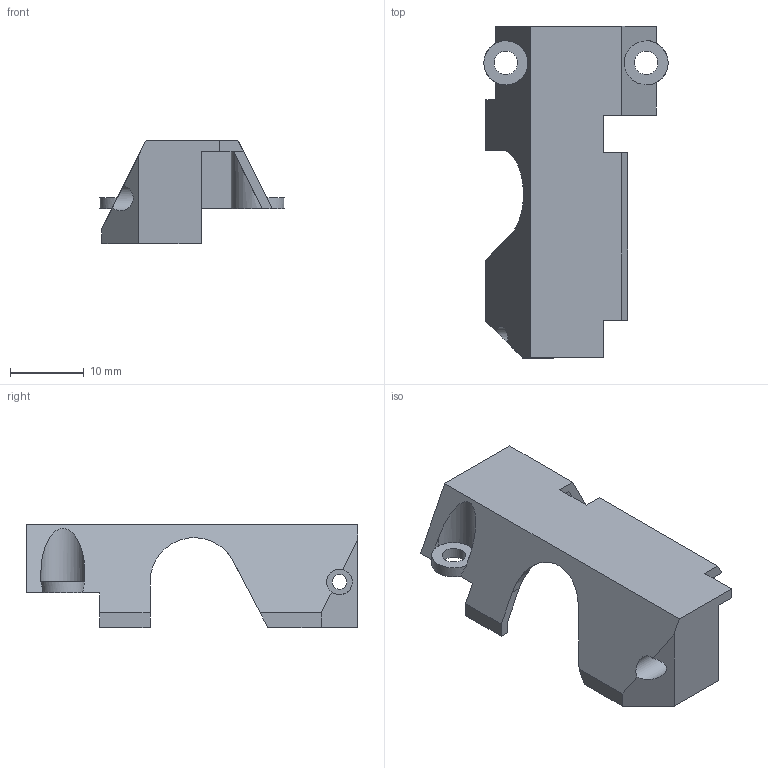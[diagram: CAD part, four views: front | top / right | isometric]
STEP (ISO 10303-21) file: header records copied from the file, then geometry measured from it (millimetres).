
FILE_DESCRIPTION(/* description */ (''),/* implementation_level */ '2;1');
FILE_NAME(/* name */ 'BFPTouch_Cover_Light.stp',/* time_stamp */ '2018-07-03T22:45:31-03:00',/* author */ ('bruno'),/* organization */ (''),/* preprocessor_version */ 'ST-DEVELOPER v17',/* originating_system */ 'Autodesk Inventor 2018',/* authorisation */ '');
FILE_SCHEMA (('AUTOMOTIVE_DESIGN { 1 0 10303 214 3 1 1 }'));
Length unit declared in the file: millimetre
Products named in the file (1): BFPTouch_Cover_Light
Bounding box: 25.05 x 45.1 x 14 mm (x, y, z)
Volume: 1884.8 mm3; surface area: 3158.5 mm2
Topology: 1 solids, 1 shells, 62 faces, 182 edges, 122 vertices
Faces by surface type: plane 49, cylinder 13
Full cylindrical faces by diameter (mm): 2 x1, 3.2 x2, 3.5 x1
Entity records: 2115 total; most frequent: CARTESIAN_POINT 367, ORIENTED_EDGE 364, DIRECTION 350, EDGE_CURVE 182, LINE 140, VECTOR 140, VERTEX_POINT 122, AXIS2_PLACEMENT_3D 105
